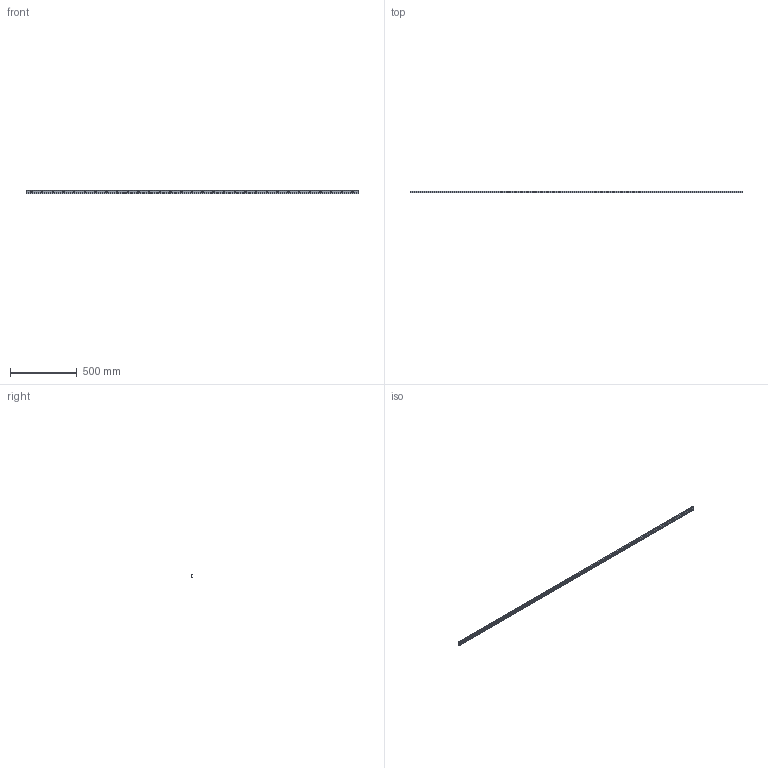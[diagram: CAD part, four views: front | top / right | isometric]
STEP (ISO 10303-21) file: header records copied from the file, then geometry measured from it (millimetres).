
FILE_DESCRIPTION((''),'2;1');
FILE_NAME('LCU 28H-2480.C.stp','2016-05-02T15:31:48',('MRathmann'),(''),'Autodesk Inventor 2012','Autodesk Inventor 2012','');
FILE_SCHEMA(('CONFIG_CONTROL_DESIGN'));
Length unit declared in the file: millimetre
Products named in the file (1): LCU 28H-2480.C
Bounding box: 2480 x 12.3 x 28 mm (x, y, z)
Volume: 373779.3 mm3; surface area: 236552.3 mm2
Topology: 1 solids, 1 shells, 115 faces, 246 edges, 164 vertices
Faces by surface type: cylinder 73, plane 42
Full cylindrical faces by diameter (mm): 6.4 x31, 11 x31
Entity records: 3026 total; most frequent: DIRECTION 562, CARTESIAN_POINT 464, ORIENTED_EDGE 368, EDGE_LOOP 270, AXIS2_PLACEMENT_3D 262, EDGE_CURVE 184, VERTEX_POINT 164, FACE_BOUND 155
